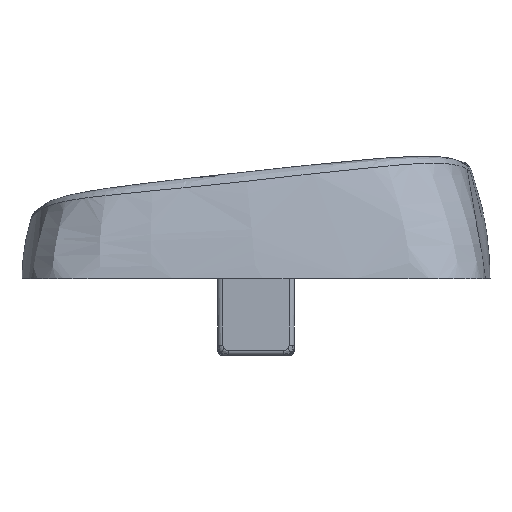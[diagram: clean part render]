
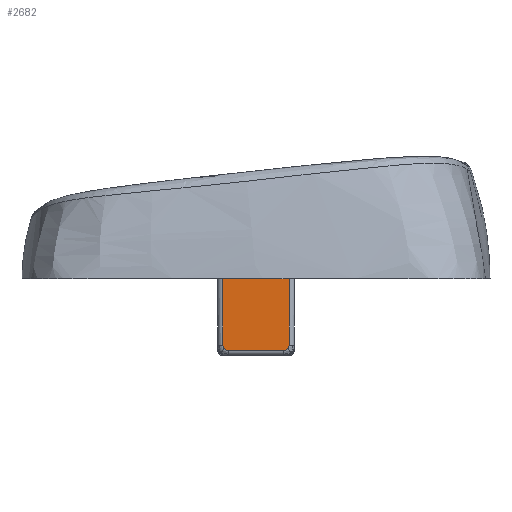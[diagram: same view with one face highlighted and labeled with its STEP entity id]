
A CAD part, left-side view. The second image highlights one B-rep face of the part: STEP entity #2682.
In plain terms, the highlighted planar face has unit normal (-1, 0, -0.009).
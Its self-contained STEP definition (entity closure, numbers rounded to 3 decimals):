
#23=PLANE('',#2931);
#68=LINE('',#7940,#116);
#70=LINE('',#7943,#118);
#72=LINE('',#7946,#120);
#77=LINE('',#7953,#125);
#116=VECTOR('',#3412,10.);
#118=VECTOR('',#3416,10.);
#120=VECTOR('',#3420,10.);
#125=VECTOR('',#3429,10.);
#275=FACE_OUTER_BOUND('',#414,.T.);
#414=EDGE_LOOP('',(#2160,#2161,#2162,#2163,#2164,#2165,#2166,#2167,#2168,
#2169,#2170,#2171));
#465=CIRCLE('',#2744,0.231);
#468=CIRCLE('',#2747,0.231);
#475=CIRCLE('',#2754,0.201);
#478=CIRCLE('',#2757,0.201);
#499=CIRCLE('',#2778,0.231);
#501=CIRCLE('',#2780,0.201);
#504=CIRCLE('',#2783,0.201);
#610=CIRCLE('',#2906,0.231);
#866=VERTEX_POINT('',#4295);
#867=VERTEX_POINT('',#4302);
#869=VERTEX_POINT('',#4348);
#878=VERTEX_POINT('',#4533);
#879=VERTEX_POINT('',#4540);
#881=VERTEX_POINT('',#4586);
#906=VERTEX_POINT('',#5101);
#907=VERTEX_POINT('',#5108);
#910=VERTEX_POINT('',#5155);
#911=VERTEX_POINT('',#5162);
#913=VERTEX_POINT('',#5208);
#1025=VERTEX_POINT('',#7681);
#1187=EDGE_CURVE('',#866,#867,#465,.T.);
#1191=EDGE_CURVE('',#869,#866,#468,.T.);
#1203=EDGE_CURVE('',#878,#879,#475,.T.);
#1207=EDGE_CURVE('',#881,#878,#478,.T.);
#1241=EDGE_CURVE('',#906,#907,#499,.T.);
#1245=EDGE_CURVE('',#910,#911,#501,.T.);
#1249=EDGE_CURVE('',#913,#910,#504,.T.);
#1430=EDGE_CURVE('',#1025,#906,#610,.T.);
#1457=EDGE_CURVE('',#879,#869,#68,.T.);
#1459=EDGE_CURVE('',#867,#1025,#70,.T.);
#1461=EDGE_CURVE('',#911,#881,#72,.T.);
#1466=EDGE_CURVE('',#907,#913,#77,.T.);
#2160=ORIENTED_EDGE('',*,*,#1191,.F.);
#2161=ORIENTED_EDGE('',*,*,#1457,.F.);
#2162=ORIENTED_EDGE('',*,*,#1203,.F.);
#2163=ORIENTED_EDGE('',*,*,#1207,.F.);
#2164=ORIENTED_EDGE('',*,*,#1461,.F.);
#2165=ORIENTED_EDGE('',*,*,#1245,.F.);
#2166=ORIENTED_EDGE('',*,*,#1249,.F.);
#2167=ORIENTED_EDGE('',*,*,#1466,.F.);
#2168=ORIENTED_EDGE('',*,*,#1241,.F.);
#2169=ORIENTED_EDGE('',*,*,#1430,.F.);
#2170=ORIENTED_EDGE('',*,*,#1459,.F.);
#2171=ORIENTED_EDGE('',*,*,#1187,.F.);
#2682=ADVANCED_FACE('',(#275),#23,.T.);
#2744=AXIS2_PLACEMENT_3D('',#4303,#3008,#3009);
#2747=AXIS2_PLACEMENT_3D('',#4350,#3014,#3015);
#2754=AXIS2_PLACEMENT_3D('',#4541,#3028,#3029);
#2757=AXIS2_PLACEMENT_3D('',#4588,#3034,#3035);
#2778=AXIS2_PLACEMENT_3D('',#5109,#3076,#3077);
#2780=AXIS2_PLACEMENT_3D('',#5163,#3080,#3081);
#2783=AXIS2_PLACEMENT_3D('',#5210,#3086,#3087);
#2906=AXIS2_PLACEMENT_3D('',#7683,#3356,#3357);
#2931=AXIS2_PLACEMENT_3D('',#7954,#3430,#3431);
#3008=DIRECTION('center_axis',(1.,0.,0.009));
#3009=DIRECTION('ref_axis',(-0.006,0.71,0.704));
#3014=DIRECTION('center_axis',(1.,0.,0.009));
#3015=DIRECTION('ref_axis',(-0.006,0.71,0.704));
#3028=DIRECTION('center_axis',(1.,0.,0.009));
#3029=DIRECTION('ref_axis',(0.006,0.704,-0.71));
#3034=DIRECTION('center_axis',(1.,0.,0.009));
#3035=DIRECTION('ref_axis',(0.006,0.704,-0.71));
#3076=DIRECTION('center_axis',(1.,0.,0.009));
#3077=DIRECTION('ref_axis',(-0.006,-0.71,0.704));
#3080=DIRECTION('center_axis',(1.,0.,0.009));
#3081=DIRECTION('ref_axis',(0.006,-0.704,-0.71));
#3086=DIRECTION('center_axis',(1.,0.,0.009));
#3087=DIRECTION('ref_axis',(0.006,-0.704,-0.71));
#3356=DIRECTION('center_axis',(1.,0.,0.009));
#3357=DIRECTION('ref_axis',(-0.006,-0.71,0.704));
#3412=DIRECTION('',(-0.009,0.009,1.));
#3416=DIRECTION('',(0.,-1.,0.));
#3420=DIRECTION('',(0.,1.,0.));
#3429=DIRECTION('',(0.009,0.009,-1.));
#3430=DIRECTION('center_axis',(-1.,0.,
-0.009));
#3431=DIRECTION('ref_axis',(0.,1.,0.));
#4295=CARTESIAN_POINT('',(-3.447,-8.296,-0.316));
#4302=CARTESIAN_POINT('',(-3.448,-8.46,-0.248));
#4303=CARTESIAN_POINT('Origin',(-3.446,-8.46,-0.478));
#4348=CARTESIAN_POINT('',(-3.446,-8.229,-0.48));
#4350=CARTESIAN_POINT('Origin',(-3.446,-8.46,-0.478));
#4533=CARTESIAN_POINT('',(-3.419,-8.314,-3.543));
#4540=CARTESIAN_POINT('',(-3.42,-8.255,-3.402));
#4541=CARTESIAN_POINT('Origin',(-3.42,-8.456,-3.401));
#4586=CARTESIAN_POINT('',(-3.419,-8.456,-3.602));
#4588=CARTESIAN_POINT('Origin',(-3.42,-8.456,-3.401));
#5101=CARTESIAN_POINT('',(-3.447,-10.754,-0.316));
#5108=CARTESIAN_POINT('',(-3.446,-10.821,-0.48));
#5109=CARTESIAN_POINT('Origin',(-3.446,-10.59,-0.478));
#5155=CARTESIAN_POINT('',(-3.419,-10.736,-3.543));
#5162=CARTESIAN_POINT('',(-3.419,-10.594,-3.602));
#5163=CARTESIAN_POINT('Origin',(-3.42,-10.594,-3.401));
#5208=CARTESIAN_POINT('',(-3.42,-10.795,-3.402));
#5210=CARTESIAN_POINT('Origin',(-3.42,-10.594,-3.401));
#7681=CARTESIAN_POINT('',(-3.448,-10.59,-0.248));
#7683=CARTESIAN_POINT('Origin',(-3.446,-10.59,-0.478));
#7940=CARTESIAN_POINT('',(-3.45,-8.225,-0.003));
#7943=CARTESIAN_POINT('',(-3.448,-8.775,-0.248));
#7946=CARTESIAN_POINT('',(-3.419,-8.775,-3.602));
#7953=CARTESIAN_POINT('',(-3.45,-10.825,-0.011));
#7954=CARTESIAN_POINT('Origin',(-3.45,-8.025,0.));
